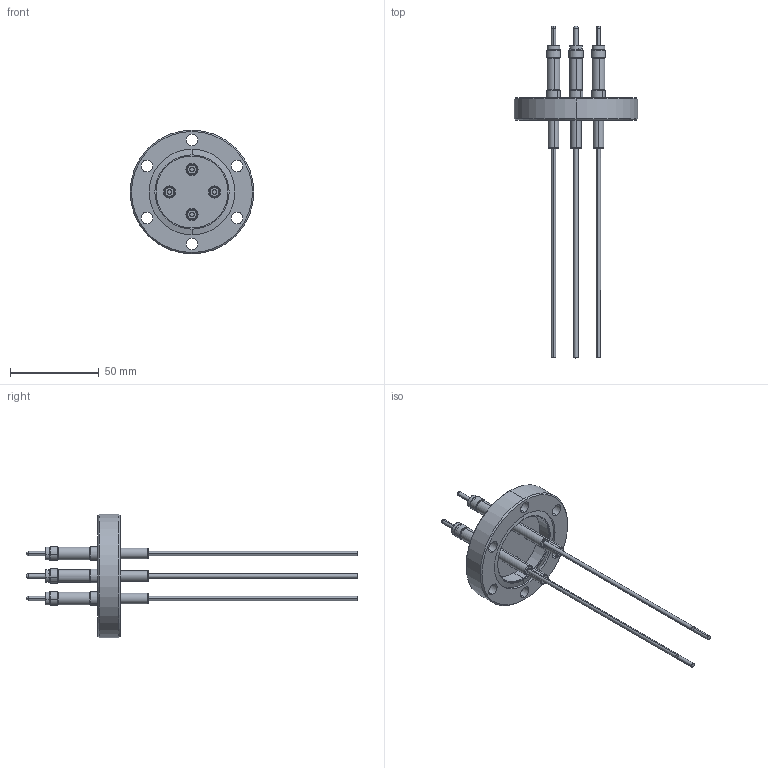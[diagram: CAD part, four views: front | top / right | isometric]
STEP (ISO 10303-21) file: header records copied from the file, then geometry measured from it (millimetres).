
FILE_DESCRIPTION (( 'STEP AP203' ), '1' );
FILE_NAME ('A2523-5.STEP', '2013-09-18T12:47:58', ( '' ), ( '' ), 'SwSTEP 2.0', 'SolidWorks 2012', '' );
FILE_SCHEMA (( 'CONFIG_CONTROL_DESIGN' ));
Length unit declared in the file: inch
Products named in the file (1): A2523-5
Bounding box: 69.85 x 187.45 x 69.85 mm (x, y, z)
Volume: 43669.8 mm3; surface area: 25542.6 mm2
Topology: 1 solids, 5 shells, 282 faces, 606 edges, 372 vertices
Faces by surface type: cylinder 140, cone 62, plane 48, torus 32
Entity records: 7857 total; most frequent: DIRECTION 1576, CARTESIAN_POINT 1261, ORIENTED_EDGE 1212, AXIS2_PLACEMENT_3D 687, EDGE_CURVE 606, CIRCLE 404, VERTEX_POINT 372, EDGE_LOOP 340
